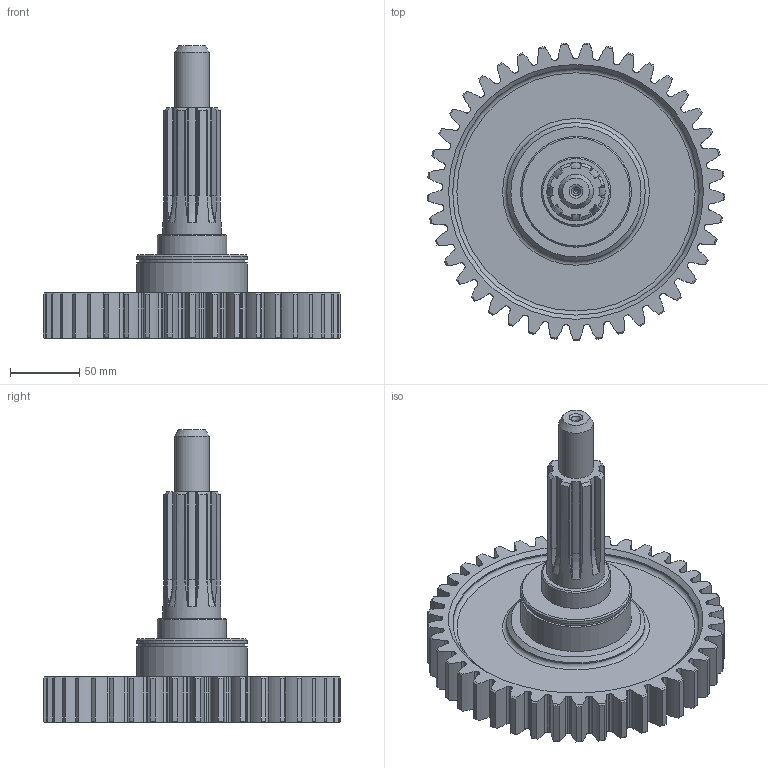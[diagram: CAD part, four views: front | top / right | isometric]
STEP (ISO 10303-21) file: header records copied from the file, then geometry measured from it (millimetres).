
FILE_DESCRIPTION(('STEP AP242'), '1');
FILE_NAME('Gear-shaft', '', ('UNSPECIFIED'), ('UNSPECIFIED'), 'ASCON STEP Converter 1.6', 'ASCON Math Kernel', '');
FILE_SCHEMA(('AP242_MANAGED_MODEL_BASED_3D_ENGINEERING_MIM_LF { 1 0 10303 442 1 1 4 }'));
Length unit declared in the file: millimetre
Products named in the file (1): ABC.00.001
Bounding box: 214.95 x 214.83 x 211.5 mm (x, y, z)
Volume: 764256.3 mm3; surface area: 168913.5 mm2
Topology: 1 solids, 1 shells, 802 faces, 2293 edges, 1507 vertices
Faces by surface type: cylinder 477, cone 167, plane 130, torus 28
Full cylindrical faces by diameter (mm): 3.15 x1, 19 x1, 25 x1, 42 x1, 50 x1, 56 x1, 62 x1, 76.5 x1, 80 x2, 100 x1, 106 x1, 118 x1, 178 x2
Entity records: 37284 total; most frequent: CARTESIAN_POINT 9737, DIRECTION 4566, ORIENTED_EDGE 4518, EDGE_CURVE 2259, AXIS2_PLACEMENT_3D 1885, VERTEX_POINT 1505, CIRCLE 1082, EDGE_LOOP 848
